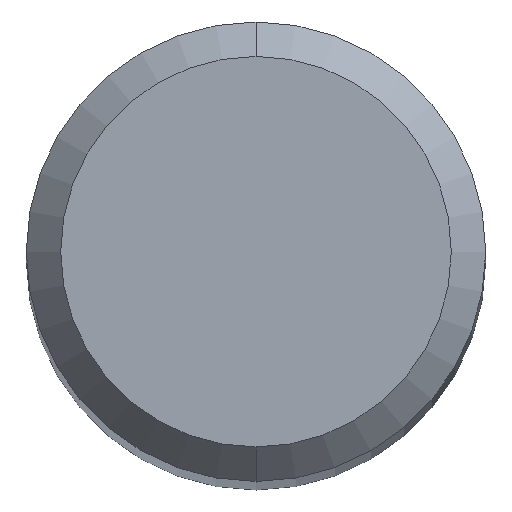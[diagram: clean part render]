
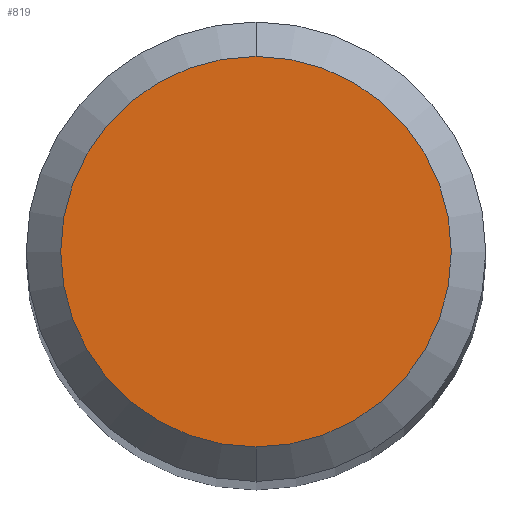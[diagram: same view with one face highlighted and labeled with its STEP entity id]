
A CAD part, top view. The second image highlights one B-rep face of the part: STEP entity #819.
In plain terms, the highlighted planar face has unit normal (0, 0, 1).
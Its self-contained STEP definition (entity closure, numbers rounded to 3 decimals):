
#465=EDGE_CURVE('',#619,#877,#1132,.T.);
#537=EDGE_CURVE('',#877,#619,#1209,.T.);
#619=VERTEX_POINT('',#1302);
#819=ADVANCED_FACE('',(#1519),#1520,.T.);
#877=VERTEX_POINT('',#1585);
#1132=CIRCLE('',#2278,1.7);
#1209=CIRCLE('',#2554,1.7);
#1302=CARTESIAN_POINT('',(0.,-1.7,0.0));
#1519=FACE_OUTER_BOUND('',#3873,.T.);
#1520=PLANE('',#3874);
#1585=CARTESIAN_POINT('',(0.0,1.7,0.0));
#2278=AXIS2_PLACEMENT_3D('',#4757,#4758,#4759);
#2554=AXIS2_PLACEMENT_3D('',#4823,#4824,#4825);
#3873=EDGE_LOOP('',(#5161,#5162));
#3874=AXIS2_PLACEMENT_3D('',#5163,#5164,#5165);
#4757=CARTESIAN_POINT('',(0.0,0.0,0.0));
#4758=DIRECTION('',(0.0,0.0,-1.0));
#4759=DIRECTION('',(0.0,1.0,0.0));
#4823=CARTESIAN_POINT('',(0.0,0.0,0.0));
#4824=DIRECTION('',(0.0,0.0,-1.0));
#4825=DIRECTION('',(0.0,1.0,0.0));
#5161=ORIENTED_EDGE('',*,*,#537,.F.);
#5162=ORIENTED_EDGE('',*,*,#465,.F.);
#5163=CARTESIAN_POINT('',(0.0,0.85,0.0));
#5164=DIRECTION('',(-0.0,0.0,1.0));
#5165=DIRECTION('',(0.0,-1.0,0.0));
